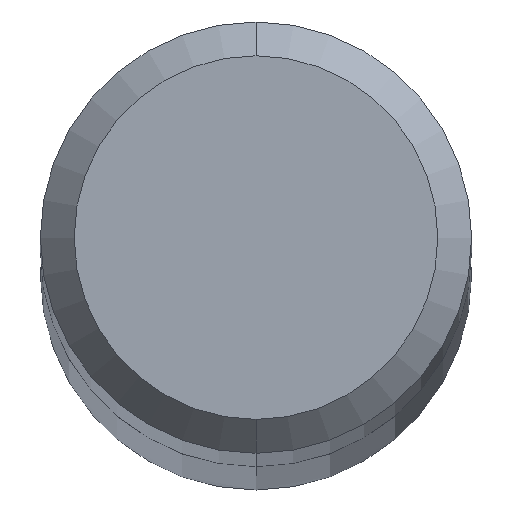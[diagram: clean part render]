
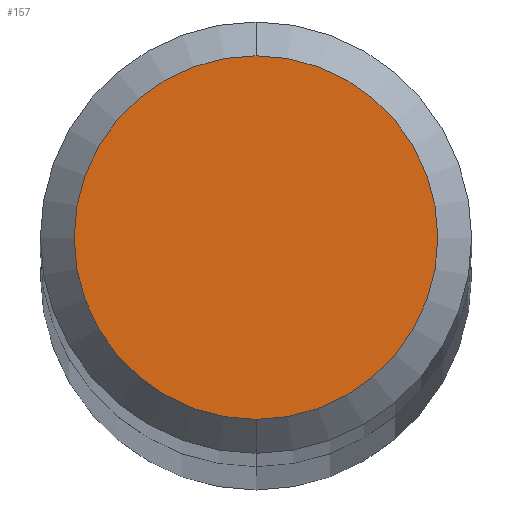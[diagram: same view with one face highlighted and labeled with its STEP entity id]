
A CAD part, top view. The second image highlights one B-rep face of the part: STEP entity #157.
In plain terms, the highlighted planar face has unit normal (0, 0, 1).
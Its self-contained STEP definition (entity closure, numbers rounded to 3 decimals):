
#153=VERTEX_POINT('',#412);
#155=VERTEX_POINT('',#414);
#157=ADVANCED_FACE('',(#416),#417,.T.);
#239=EDGE_CURVE('',#153,#155,#509,.T.);
#361=EDGE_CURVE('',#155,#153,#641,.T.);
#412=CARTESIAN_POINT('',(0.0,2.15,88.0));
#414=CARTESIAN_POINT('',(0.,-2.15,88.0));
#416=FACE_OUTER_BOUND('',#691,.T.);
#417=PLANE('',#692);
#509=CIRCLE('',#879,2.15);
#641=CIRCLE('',#1227,2.15);
#691=EDGE_LOOP('',(#1276,#1277));
#692=AXIS2_PLACEMENT_3D('',#1278,#1279,#1280);
#879=AXIS2_PLACEMENT_3D('',#1392,#1393,#1394);
#1227=AXIS2_PLACEMENT_3D('',#1529,#1530,#1531);
#1276=ORIENTED_EDGE('',*,*,#239,.F.);
#1277=ORIENTED_EDGE('',*,*,#361,.F.);
#1278=CARTESIAN_POINT('',(0.0,1.075,88.0));
#1279=DIRECTION('',(0.0,0.0,1.0));
#1280=DIRECTION('',(0.0,-1.0,0.0));
#1392=CARTESIAN_POINT('',(0.0,0.0,88.0));
#1393=DIRECTION('',(0.0,0.0,-1.0));
#1394=DIRECTION('',(0.0,1.0,0.0));
#1529=CARTESIAN_POINT('',(0.0,0.0,88.0));
#1530=DIRECTION('',(0.0,0.0,-1.0));
#1531=DIRECTION('',(0.0,1.0,0.0));
